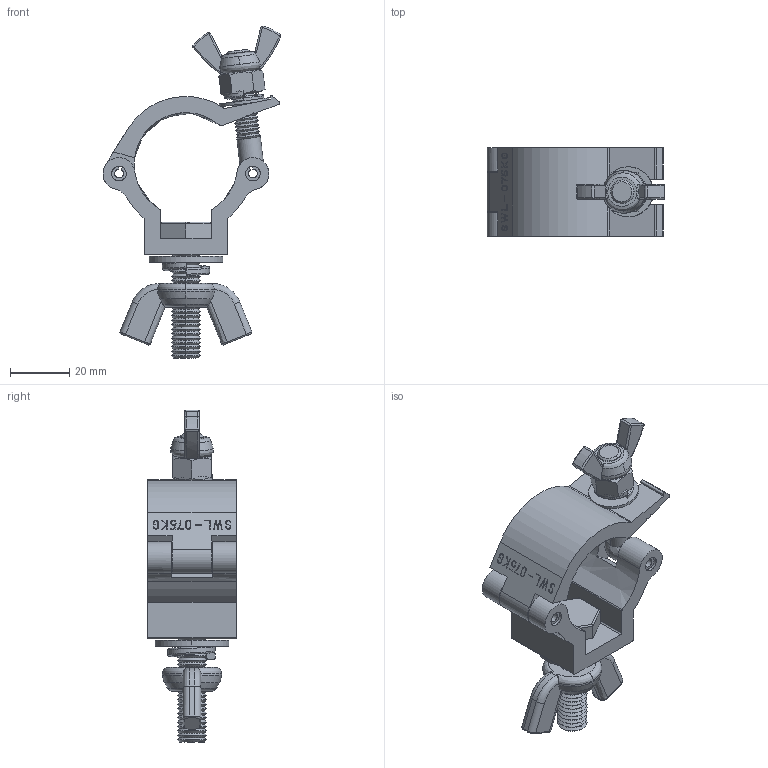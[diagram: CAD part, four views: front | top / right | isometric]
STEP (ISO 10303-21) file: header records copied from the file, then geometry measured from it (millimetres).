
FILE_DESCRIPTION(/* description */ (''),/* implementation_level */ '2;1');
FILE_NAME(/* name */ 'RIHAHC~4',/* time_stamp */ '2021-11-03T09:46:34+08:00',/* author */ (''),/* organization */ (''),/* preprocessor_version */ 'ST-DEVELOPER v16.5',/* originating_system */ '',/* authorisation */ '');
FILE_SCHEMA (('AUTOMOTIVE_DESIGN'));
Length unit declared in the file: millimetre
Products named in the file (1): Document
Bounding box: 60.31 x 30 x 112.5 mm (x, y, z)
Volume: 37886.1 mm3; surface area: 24460.3 mm2
Topology: 13 solids, 13 shells, 638 faces, 1506 edges, 898 vertices
Faces by surface type: bspline 477, plane 161
Entity records: 26145 total; most frequent: CARTESIAN_POINT 17283, ORIENTED_EDGE 2970, EDGE_CURVE 1485, VERTEX_POINT 889, B_SPLINE_CURVE_WITH_KNOTS 880, EDGE_LOOP 666, ADVANCED_FACE 630, FACE_OUTER_BOUND 630
